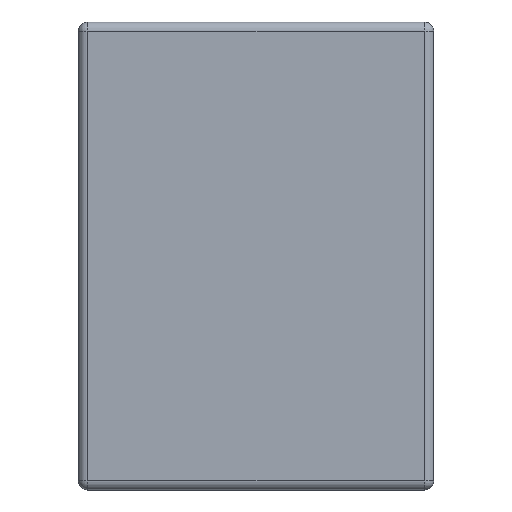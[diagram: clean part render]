
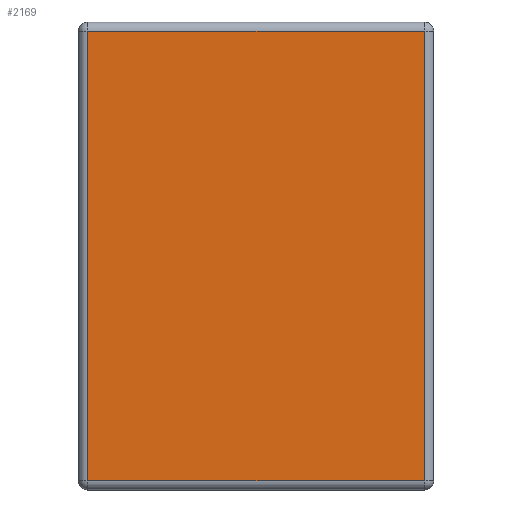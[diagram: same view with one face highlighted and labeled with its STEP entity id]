
A CAD part, left-side view. The second image highlights one B-rep face of the part: STEP entity #2169.
In plain terms, the highlighted planar face has unit normal (-1, 0, 0).
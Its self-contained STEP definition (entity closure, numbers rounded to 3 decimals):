
#315 = AXIS2_PLACEMENT_3D ( 'NONE', #1966, #1934, #2209 ) ;
#333 = DIRECTION ( 'NONE',  ( 0., 0., 1. ) ) ;
#372 = EDGE_CURVE ( 'NONE', #817, #990, #2611, .T. ) ;
#421 = FACE_OUTER_BOUND ( 'NONE', #704, .T. ) ;
#452 = CARTESIAN_POINT ( 'NONE',  ( -1.6, 4.56, -1.2 ) ) ;
#506 = VECTOR ( 'NONE', #1983, 1000. ) ;
#525 = VECTOR ( 'NONE', #2172, 1000. ) ;
#704 = EDGE_LOOP ( 'NONE', ( #1559, #2006, #2381, #2492 ) ) ;
#782 = CARTESIAN_POINT ( 'NONE',  ( -1.6, 0.05, -1.2 ) ) ;
#817 = VERTEX_POINT ( 'NONE', #2480 ) ;
#934 = PLANE ( 'NONE',  #315 ) ;
#990 = VERTEX_POINT ( 'NONE', #2039 ) ;
#1022 = CARTESIAN_POINT ( 'NONE',  ( -1.6, 1.85, -1.25 ) ) ;
#1054 = CARTESIAN_POINT ( 'NONE',  ( -1.6, 0.05, -1.25 ) ) ;
#1179 = LINE ( 'NONE', #452, #2951 ) ;
#1224 = VECTOR ( 'NONE', #333, 1000. ) ;
#1334 = VERTEX_POINT ( 'NONE', #782 ) ;
#1392 = EDGE_CURVE ( 'NONE', #1334, #817, #2486, .T. ) ;
#1559 = ORIENTED_EDGE ( 'NONE', *, *, #2726, .T. ) ;
#1934 = DIRECTION ( 'NONE',  ( 1., 0., 0. ) ) ;
#1966 = CARTESIAN_POINT ( 'NONE',  ( -1.6, 4.56, -1.25 ) ) ;
#1983 = DIRECTION ( 'NONE',  ( 0., 0., -1. ) ) ;
#2006 = ORIENTED_EDGE ( 'NONE', *, *, #1392, .T. ) ;
#2039 = CARTESIAN_POINT ( 'NONE',  ( -1.6, 1.85, 1.2 ) ) ;
#2169 = ADVANCED_FACE ( 'NONE', ( #421 ), #934, .F. ) ;
#2172 = DIRECTION ( 'NONE',  ( 0., 1., 0. ) ) ;
#2209 = DIRECTION ( 'NONE',  ( 0., 0., -1. ) ) ;
#2268 = EDGE_CURVE ( 'NONE', #990, #2557, #2408, .T. ) ;
#2350 = DIRECTION ( 'NONE',  ( 0., -1., 0. ) ) ;
#2381 = ORIENTED_EDGE ( 'NONE', *, *, #372, .T. ) ;
#2408 = LINE ( 'NONE', #1022, #506 ) ;
#2480 = CARTESIAN_POINT ( 'NONE',  ( -1.6, 0.05, 1.2 ) ) ;
#2486 = LINE ( 'NONE', #1054, #1224 ) ;
#2492 = ORIENTED_EDGE ( 'NONE', *, *, #2268, .T. ) ;
#2557 = VERTEX_POINT ( 'NONE', #2691 ) ;
#2611 = LINE ( 'NONE', #2655, #525 ) ;
#2655 = CARTESIAN_POINT ( 'NONE',  ( -1.6, 4.56, 1.2 ) ) ;
#2691 = CARTESIAN_POINT ( 'NONE',  ( -1.6, 1.85, -1.2 ) ) ;
#2726 = EDGE_CURVE ( 'NONE', #2557, #1334, #1179, .T. ) ;
#2951 = VECTOR ( 'NONE', #2350, 1000. ) ;
